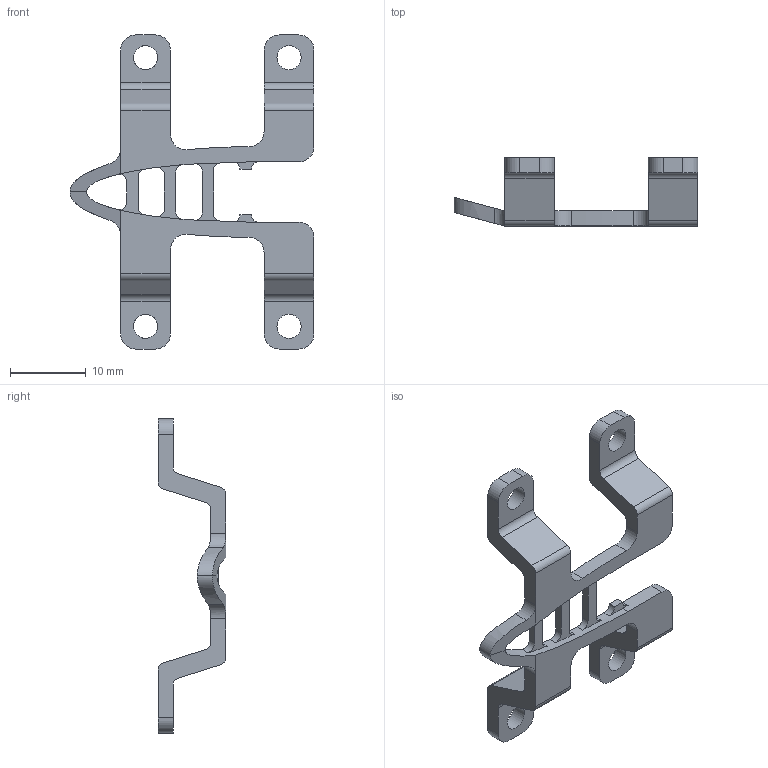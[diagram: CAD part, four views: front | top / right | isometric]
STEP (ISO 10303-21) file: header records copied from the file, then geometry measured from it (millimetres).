
FILE_DESCRIPTION(/* description */ (''),/* implementation_level */ '2;1');
FILE_NAME(/* name */ 'constraints_headbar_mk1.stp',/* time_stamp */ '2022-12-09T17:47:30+01:00',/* author */ ('Rik Ubaghs'),/* organization */ (''),/* preprocessor_version */ 'ST-DEVELOPER v18.1',/* originating_system */ 'Autodesk Inventor 2021',/* authorisation */ '');
FILE_SCHEMA (('AUTOMOTIVE_DESIGN { 1 0 10303 214 3 1 1 }'));
Length unit declared in the file: millimetre
Products named in the file (1): constraints_headbar_mk1
Bounding box: 32.3 x 9 x 41.59 mm (x, y, z)
Volume: 1394.4 mm3; surface area: 2018.9 mm2
Topology: 1 solids, 1 shells, 108 faces, 324 edges, 214 vertices
Faces by surface type: cylinder 52, plane 50, bspline 6
Full cylindrical faces by diameter (mm): 3.2 x4
Entity records: 3771 total; most frequent: CARTESIAN_POINT 677, DIRECTION 666, ORIENTED_EDGE 648, EDGE_CURVE 324, AXIS2_PLACEMENT_3D 239, VERTEX_POINT 214, LINE 188, VECTOR 188
